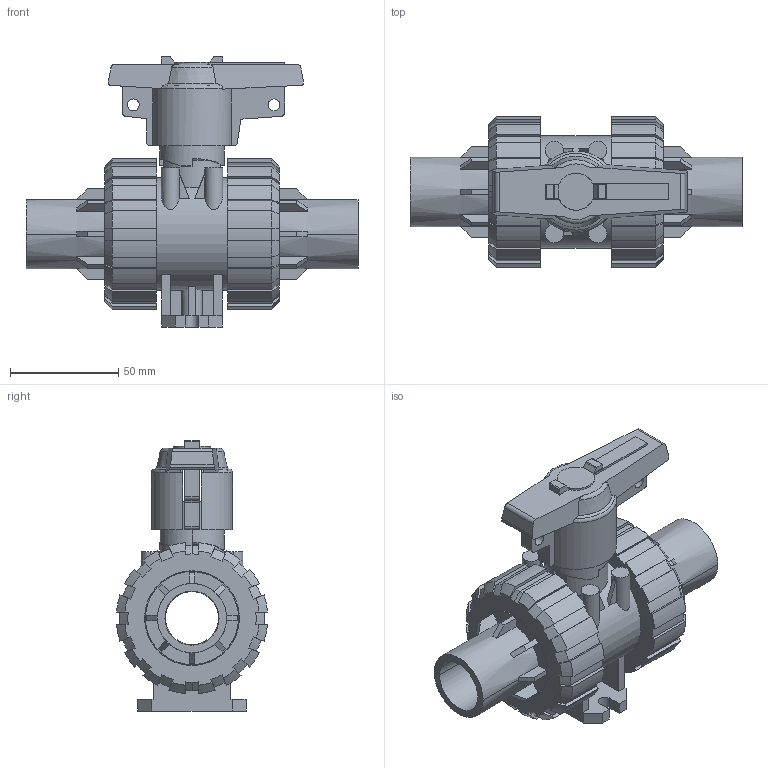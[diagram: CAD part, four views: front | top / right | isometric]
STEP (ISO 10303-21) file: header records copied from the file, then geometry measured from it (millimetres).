
FILE_DESCRIPTION(('STEP AP214'),'1');
FILE_NAME('cctmp_CD96ACD0-1C1B-4412-97D8-D1E693D0AB9B_2021_10_21_08_38_14_0079..stp','2021-10-21T06:38:14',('Praher Valves GmbH'),('CADClick - www.CADClick.com'),'Spatial InterOp 3D',' ','unknown authorization');
FILE_SCHEMA(('AUTOMOTIVE_DESIGN'));
Length unit declared in the file: millimetre
Products named in the file (7): cc_unnamed; 210060_5; 210060_4; 210060_3; 210060_2; 210060_1; 210060
Assembly tree (6 placements, depth 2):
  cc_unnamed
    210060_5
    210060_4
    210060_3
    210060_2
    210060_1
    210060
Bounding box: 153.5 x 69.78 x 124.93 mm (x, y, z)
Volume: 308368.4 mm3; surface area: 95752.3 mm2
Topology: 6 solids, 6 shells, 508 faces, 1462 edges, 974 vertices
Faces by surface type: plane 252, cylinder 122, cone 80, bspline 48, torus 6
Entity records: 22431 total; most frequent: CARTESIAN_POINT 5344, ORIENTED_EDGE 2924, DIRECTION 2466, EDGE_CURVE 1462, VERTEX_POINT 974, AXIS2_PLACEMENT_3D 859, LINE 748, VECTOR 748
